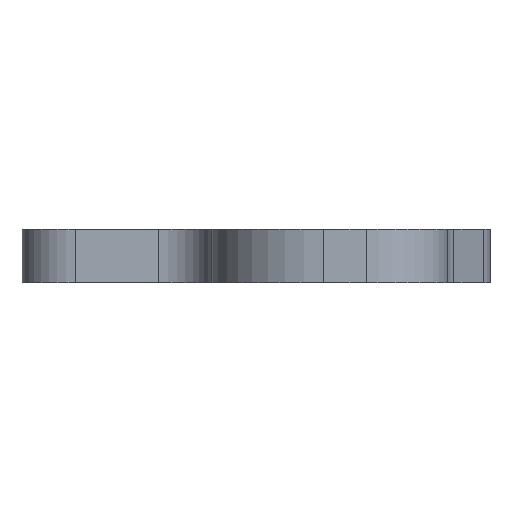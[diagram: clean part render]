
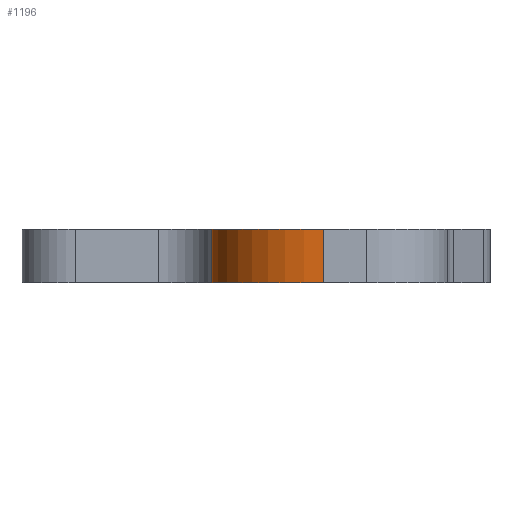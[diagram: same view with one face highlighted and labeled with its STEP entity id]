
A CAD part, left-side view. The second image highlights one B-rep face of the part: STEP entity #1196.
In plain terms, the highlighted cylindrical face has radius 10.651 mm (diameter 21.303 mm), a partial arc.
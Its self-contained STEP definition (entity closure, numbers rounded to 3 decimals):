
#88=FACE_OUTER_BOUND('',#174,.T.);
#174=EDGE_LOOP('',(#965,#966,#967,#968));
#303=LINE('',#1968,#429);
#304=LINE('',#1969,#430);
#429=VECTOR('',#1569,1000.);
#430=VECTOR('',#1570,1000.);
#493=CIRCLE('',#1287,10.651);
#508=CIRCLE('',#1303,10.651);
#547=VERTEX_POINT('',#1776);
#548=VERTEX_POINT('',#1777);
#593=VERTEX_POINT('',#1872);
#594=VERTEX_POINT('',#1873);
#669=EDGE_CURVE('',#547,#548,#493,.T.);
#718=EDGE_CURVE('',#593,#594,#508,.T.);
#767=EDGE_CURVE('',#548,#594,#303,.T.);
#768=EDGE_CURVE('',#547,#593,#304,.T.);
#965=ORIENTED_EDGE('',*,*,#718,.T.);
#966=ORIENTED_EDGE('',*,*,#767,.F.);
#967=ORIENTED_EDGE('',*,*,#669,.F.);
#968=ORIENTED_EDGE('',*,*,#768,.T.);
#1170=CYLINDRICAL_SURFACE('',#1318,10.651);
#1196=ADVANCED_FACE('',(#88),#1170,.T.);
#1287=AXIS2_PLACEMENT_3D('',#1778,#1437,#1438);
#1303=AXIS2_PLACEMENT_3D('',#1874,#1503,#1504);
#1318=AXIS2_PLACEMENT_3D('',#1967,#1567,#1568);
#1437=DIRECTION('center_axis',(0.,0.,1.));
#1438=DIRECTION('ref_axis',(1.,0.,0.));
#1503=DIRECTION('center_axis',(0.,0.,1.));
#1504=DIRECTION('ref_axis',(1.,0.,0.));
#1567=DIRECTION('center_axis',(0.,0.,-1.));
#1568=DIRECTION('ref_axis',(-1.,0.,0.));
#1569=DIRECTION('',(0.,0.,-1.));
#1570=DIRECTION('',(0.,0.,-1.));
#1776=CARTESIAN_POINT('',(-37.372,5.511,5.));
#1777=CARTESIAN_POINT('',(-48.023,-5.027,5.));
#1778=CARTESIAN_POINT('Origin',(-37.372,-5.14,5.));
#1872=CARTESIAN_POINT('',(-37.372,5.511,0.));
#1873=CARTESIAN_POINT('',(-48.023,-5.027,0.));
#1874=CARTESIAN_POINT('Origin',(-37.372,-5.14,0.));
#1967=CARTESIAN_POINT('Origin',(-37.372,-5.14,5.));
#1968=CARTESIAN_POINT('',(-48.023,-5.027,5.));
#1969=CARTESIAN_POINT('',(-37.372,5.511,5.));
